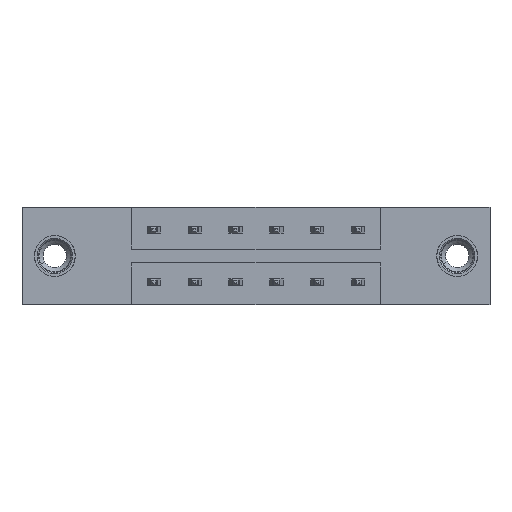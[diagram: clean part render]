
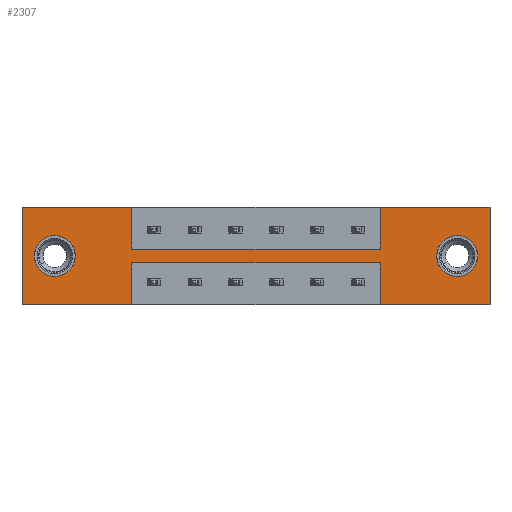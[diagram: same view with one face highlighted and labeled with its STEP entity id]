
A CAD part, front view. The second image highlights one B-rep face of the part: STEP entity #2307.
In plain terms, the highlighted planar face has unit normal (0, -1, 0).
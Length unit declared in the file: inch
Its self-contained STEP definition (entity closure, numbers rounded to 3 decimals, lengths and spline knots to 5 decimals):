
#8 = DIRECTION ( 'NONE',  ( 0., 1., 0. ) ) ;
#52 = CARTESIAN_POINT ( 'NONE',  ( 0.4175, 0., 0. ) ) ;
#118 = CIRCLE ( 'NONE', #4538, 0.078 ) ;
#144 = CARTESIAN_POINT ( 'NONE',  ( 0.4175, 0., -0.37 ) ) ;
#218 = CIRCLE ( 'NONE', #378, 0.078 ) ;
#333 = VERTEX_POINT ( 'NONE', #5455 ) ;
#378 = AXIS2_PLACEMENT_3D ( 'NONE', #1270, #2153, #1321 ) ;
#418 = VERTEX_POINT ( 'NONE', #4675 ) ;
#538 = DIRECTION ( 'NONE',  ( 0., 0., 1. ) ) ;
#544 = VECTOR ( 'NONE', #7483, 39.37008 ) ;
#620 = CARTESIAN_POINT ( 'NONE',  ( 1.784, 0., 0. ) ) ;
#652 = LINE ( 'NONE', #1393, #3883 ) ;
#740 = VECTOR ( 'NONE', #2445, 39.37008 ) ;
#843 = EDGE_CURVE ( 'NONE', #3990, #9237, #6454, .T. ) ;
#975 = ORIENTED_EDGE ( 'NONE', *, *, #9548, .T. ) ;
#1006 = DIRECTION ( 'NONE',  ( 1., 0., 0. ) ) ;
#1091 = VECTOR ( 'NONE', #5294, 39.37008 ) ;
#1190 = VECTOR ( 'NONE', #3999, 39.37008 ) ;
#1270 = CARTESIAN_POINT ( 'NONE',  ( 1.659, 0., -0.185 ) ) ;
#1321 = DIRECTION ( 'NONE',  ( 0., 0., -1. ) ) ;
#1354 = LINE ( 'NONE', #1932, #2125 ) ;
#1378 = DIRECTION ( 'NONE',  ( 0., -1., 0. ) ) ;
#1393 = CARTESIAN_POINT ( 'NONE',  ( 0., 0., -0.37 ) ) ;
#1457 = CARTESIAN_POINT ( 'NONE',  ( 1.3665, 0., -0.1585 ) ) ;
#1483 = VECTOR ( 'NONE', #2904, 39.37008 ) ;
#1559 = EDGE_CURVE ( 'NONE', #4629, #8260, #6923, .T. ) ;
#1757 = VERTEX_POINT ( 'NONE', #2230 ) ;
#1815 = EDGE_CURVE ( 'NONE', #333, #1757, #2882, .T. ) ;
#1838 = EDGE_LOOP ( 'NONE', ( #5103, #5363, #9565, #2998, #4292, #6987, #5017, #9262, #5116, #7553, #9286, #4633 ) ) ;
#1899 = CIRCLE ( 'NONE', #7419, 0.078 ) ;
#1932 = CARTESIAN_POINT ( 'NONE',  ( 0.4175, 0., -0.1585 ) ) ;
#2004 = VERTEX_POINT ( 'NONE', #144 ) ;
#2010 = LINE ( 'NONE', #7290, #5658 ) ;
#2012 = PLANE ( 'NONE',  #3067 ) ;
#2039 = CARTESIAN_POINT ( 'NONE',  ( 0., 0., 0. ) ) ;
#2125 = VECTOR ( 'NONE', #4371, 39.37008 ) ;
#2153 = DIRECTION ( 'NONE',  ( 0., 1., 0. ) ) ;
#2213 = AXIS2_PLACEMENT_3D ( 'NONE', #8028, #5805, #9652 ) ;
#2230 = CARTESIAN_POINT ( 'NONE',  ( 1.784, 0., 0. ) ) ;
#2276 = CARTESIAN_POINT ( 'NONE',  ( 1.3665, 0., -0.2115 ) ) ;
#2307 = ADVANCED_FACE ( 'NONE', ( #7388, #3550, #6656 ), #2012, .T. ) ;
#2319 = EDGE_CURVE ( 'NONE', #5252, #418, #8841, .T. ) ;
#2445 = DIRECTION ( 'NONE',  ( -1., 0., 0. ) ) ;
#2746 = EDGE_CURVE ( 'NONE', #1757, #4503, #4291, .T. ) ;
#2882 = LINE ( 'NONE', #4357, #3474 ) ;
#2904 = DIRECTION ( 'NONE',  ( 0., 0., -1. ) ) ;
#2998 = ORIENTED_EDGE ( 'NONE', *, *, #1815, .F. ) ;
#3067 = AXIS2_PLACEMENT_3D ( 'NONE', #8144, #1378, #9476 ) ;
#3157 = EDGE_CURVE ( 'NONE', #4394, #3296, #1354, .T. ) ;
#3296 = VERTEX_POINT ( 'NONE', #3814 ) ;
#3356 = CARTESIAN_POINT ( 'NONE',  ( 0.4175, 0., -0.1585 ) ) ;
#3432 = CARTESIAN_POINT ( 'NONE',  ( 0.4175, 0., -0.2115 ) ) ;
#3474 = VECTOR ( 'NONE', #5882, 39.37008 ) ;
#3550 = FACE_BOUND ( 'NONE', #6345, .T. ) ;
#3814 = CARTESIAN_POINT ( 'NONE',  ( 1.3665, 0., -0.1585 ) ) ;
#3866 = EDGE_CURVE ( 'NONE', #8260, #4394, #4892, .T. ) ;
#3877 = CARTESIAN_POINT ( 'NONE',  ( 0., 0., -0.37 ) ) ;
#3883 = VECTOR ( 'NONE', #4405, 39.37008 ) ;
#3990 = VERTEX_POINT ( 'NONE', #8934 ) ;
#3999 = DIRECTION ( 'NONE',  ( 0., 0., -1. ) ) ;
#4190 = VERTEX_POINT ( 'NONE', #6089 ) ;
#4283 = DIRECTION ( 'NONE',  ( 0., 1., 0. ) ) ;
#4291 = LINE ( 'NONE', #620, #1483 ) ;
#4292 = ORIENTED_EDGE ( 'NONE', *, *, #7385, .F. ) ;
#4357 = CARTESIAN_POINT ( 'NONE',  ( 0., 0., 0. ) ) ;
#4371 = DIRECTION ( 'NONE',  ( 1., 0., 0. ) ) ;
#4394 = VERTEX_POINT ( 'NONE', #6288 ) ;
#4405 = DIRECTION ( 'NONE',  ( -1., 0., 0. ) ) ;
#4503 = VERTEX_POINT ( 'NONE', #7314 ) ;
#4538 = AXIS2_PLACEMENT_3D ( 'NONE', #7181, #4283, #6435 ) ;
#4610 = EDGE_CURVE ( 'NONE', #418, #2004, #5701, .T. ) ;
#4629 = VERTEX_POINT ( 'NONE', #2039 ) ;
#4633 = ORIENTED_EDGE ( 'NONE', *, *, #2319, .F. ) ;
#4675 = CARTESIAN_POINT ( 'NONE',  ( 0.4175, 0., -0.2115 ) ) ;
#4813 = EDGE_CURVE ( 'NONE', #4190, #5252, #7658, .T. ) ;
#4892 = LINE ( 'NONE', #3356, #1190 ) ;
#5017 = ORIENTED_EDGE ( 'NONE', *, *, #3866, .F. ) ;
#5103 = ORIENTED_EDGE ( 'NONE', *, *, #4813, .F. ) ;
#5105 = EDGE_CURVE ( 'NONE', #4503, #4190, #652, .T. ) ;
#5116 = ORIENTED_EDGE ( 'NONE', *, *, #6844, .F. ) ;
#5171 = CARTESIAN_POINT ( 'NONE',  ( 1.659, 0., -0.263 ) ) ;
#5223 = CARTESIAN_POINT ( 'NONE',  ( 0.4175, 0., -0.2115 ) ) ;
#5236 = DIRECTION ( 'NONE',  ( 0., 0., 1. ) ) ;
#5252 = VERTEX_POINT ( 'NONE', #2276 ) ;
#5294 = DIRECTION ( 'NONE',  ( 0., 0., 1. ) ) ;
#5300 = EDGE_LOOP ( 'NONE', ( #8275, #7391 ) ) ;
#5363 = ORIENTED_EDGE ( 'NONE', *, *, #5105, .F. ) ;
#5455 = CARTESIAN_POINT ( 'NONE',  ( 1.3665, 0., 0. ) ) ;
#5658 = VECTOR ( 'NONE', #538, 39.37008 ) ;
#5701 = LINE ( 'NONE', #3432, #7984 ) ;
#5731 = CARTESIAN_POINT ( 'NONE',  ( 0., 0., 0. ) ) ;
#5799 = DIRECTION ( 'NONE',  ( 0., 0., -1. ) ) ;
#5805 = DIRECTION ( 'NONE',  ( 0., 1., 0. ) ) ;
#5871 = EDGE_CURVE ( 'NONE', #2004, #6634, #6189, .T. ) ;
#5882 = DIRECTION ( 'NONE',  ( 1., 0., 0. ) ) ;
#5979 = CARTESIAN_POINT ( 'NONE',  ( 0.125, 0., -0.185 ) ) ;
#6066 = EDGE_CURVE ( 'NONE', #8507, #8571, #118, .T. ) ;
#6089 = CARTESIAN_POINT ( 'NONE',  ( 1.3665, 0., -0.37 ) ) ;
#6125 = VECTOR ( 'NONE', #1006, 39.37008 ) ;
#6189 = LINE ( 'NONE', #3877, #740 ) ;
#6288 = CARTESIAN_POINT ( 'NONE',  ( 0.4175, 0., -0.1585 ) ) ;
#6345 = EDGE_LOOP ( 'NONE', ( #6982, #975 ) ) ;
#6397 = VECTOR ( 'NONE', #6916, 39.37008 ) ;
#6435 = DIRECTION ( 'NONE',  ( 0., 0., -1. ) ) ;
#6443 = CARTESIAN_POINT ( 'NONE',  ( 1.659, 0., -0.107 ) ) ;
#6454 = CIRCLE ( 'NONE', #2213, 0.078 ) ;
#6634 = VERTEX_POINT ( 'NONE', #8434 ) ;
#6656 = FACE_OUTER_BOUND ( 'NONE', #1838, .T. ) ;
#6844 = EDGE_CURVE ( 'NONE', #6634, #4629, #2010, .T. ) ;
#6915 = CARTESIAN_POINT ( 'NONE',  ( 0.125, 0., -0.263 ) ) ;
#6916 = DIRECTION ( 'NONE',  ( 0., 0., 1. ) ) ;
#6923 = LINE ( 'NONE', #5731, #6125 ) ;
#6982 = ORIENTED_EDGE ( 'NONE', *, *, #843, .T. ) ;
#6987 = ORIENTED_EDGE ( 'NONE', *, *, #3157, .F. ) ;
#7181 = CARTESIAN_POINT ( 'NONE',  ( 1.659, 0., -0.185 ) ) ;
#7290 = CARTESIAN_POINT ( 'NONE',  ( 0., 0., 0. ) ) ;
#7314 = CARTESIAN_POINT ( 'NONE',  ( 1.784, 0., -0.37 ) ) ;
#7385 = EDGE_CURVE ( 'NONE', #3296, #333, #8980, .T. ) ;
#7388 = FACE_BOUND ( 'NONE', #5300, .T. ) ;
#7391 = ORIENTED_EDGE ( 'NONE', *, *, #8486, .T. ) ;
#7419 = AXIS2_PLACEMENT_3D ( 'NONE', #5979, #8, #5236 ) ;
#7483 = DIRECTION ( 'NONE',  ( -1., 0., 0. ) ) ;
#7553 = ORIENTED_EDGE ( 'NONE', *, *, #5871, .F. ) ;
#7658 = LINE ( 'NONE', #9246, #6397 ) ;
#7984 = VECTOR ( 'NONE', #5799, 39.37008 ) ;
#8028 = CARTESIAN_POINT ( 'NONE',  ( 0.125, 0., -0.185 ) ) ;
#8144 = CARTESIAN_POINT ( 'NONE',  ( 0., 0., -0.37 ) ) ;
#8260 = VERTEX_POINT ( 'NONE', #52 ) ;
#8275 = ORIENTED_EDGE ( 'NONE', *, *, #6066, .T. ) ;
#8434 = CARTESIAN_POINT ( 'NONE',  ( 0., 0., -0.37 ) ) ;
#8486 = EDGE_CURVE ( 'NONE', #8571, #8507, #218, .T. ) ;
#8507 = VERTEX_POINT ( 'NONE', #6443 ) ;
#8571 = VERTEX_POINT ( 'NONE', #5171 ) ;
#8841 = LINE ( 'NONE', #5223, #544 ) ;
#8934 = CARTESIAN_POINT ( 'NONE',  ( 0.125, 0., -0.107 ) ) ;
#8980 = LINE ( 'NONE', #1457, #1091 ) ;
#9237 = VERTEX_POINT ( 'NONE', #6915 ) ;
#9246 = CARTESIAN_POINT ( 'NONE',  ( 1.3665, 0., -0.2115 ) ) ;
#9262 = ORIENTED_EDGE ( 'NONE', *, *, #1559, .F. ) ;
#9286 = ORIENTED_EDGE ( 'NONE', *, *, #4610, .F. ) ;
#9476 = DIRECTION ( 'NONE',  ( 0., 0., -1. ) ) ;
#9548 = EDGE_CURVE ( 'NONE', #9237, #3990, #1899, .T. ) ;
#9565 = ORIENTED_EDGE ( 'NONE', *, *, #2746, .F. ) ;
#9652 = DIRECTION ( 'NONE',  ( 0., 0., 1. ) ) ;
